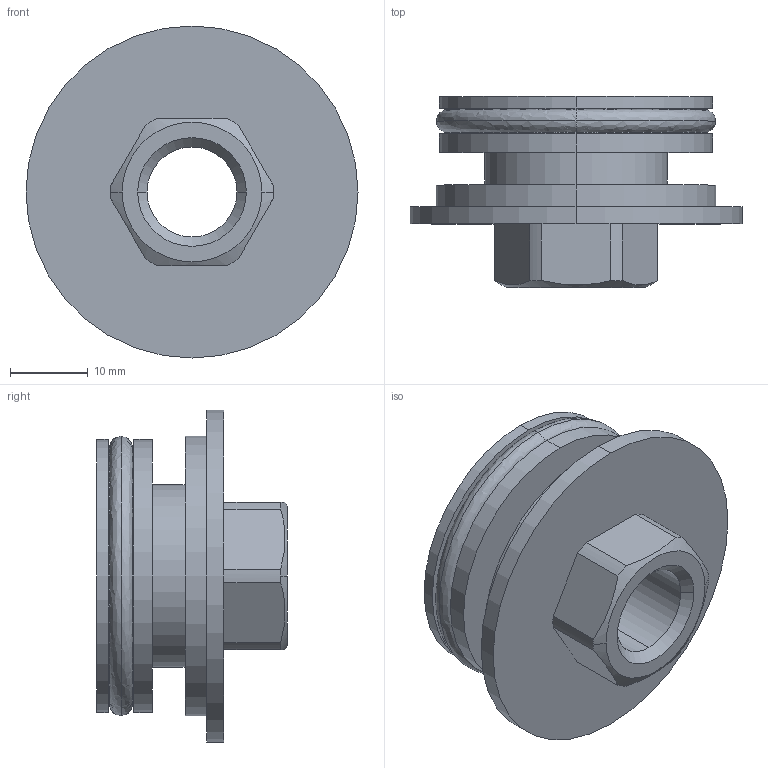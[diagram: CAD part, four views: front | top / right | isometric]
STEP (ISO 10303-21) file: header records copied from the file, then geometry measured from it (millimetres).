
FILE_DESCRIPTION (( 'STEP AP214' ), '1' );
FILE_NAME ('TAP-ACC08.step', '2017-04-05T20:00:18', ( '' ), ( '' ), 'SwSTEP 2.0', 'SolidWorks 2017', '' );
FILE_SCHEMA (( 'AUTOMOTIVE_DESIGN' ));
Length unit declared in the file: inch
Products named in the file (1): TAP-ACC08
Bounding box: 42.8 x 24.6 x 42.8 mm (x, y, z)
Volume: 12461.5 mm3; surface area: 7928.5 mm2
Topology: 1 solids, 1 shells, 48 faces, 110 edges, 70 vertices
Faces by surface type: cylinder 24, plane 14, cone 6, bspline 4
Entity records: 1610 total; most frequent: CARTESIAN_POINT 343, DIRECTION 256, ORIENTED_EDGE 220, EDGE_CURVE 110, AXIS2_PLACEMENT_3D 107, VERTEX_POINT 70, CIRCLE 62, EDGE_LOOP 56
